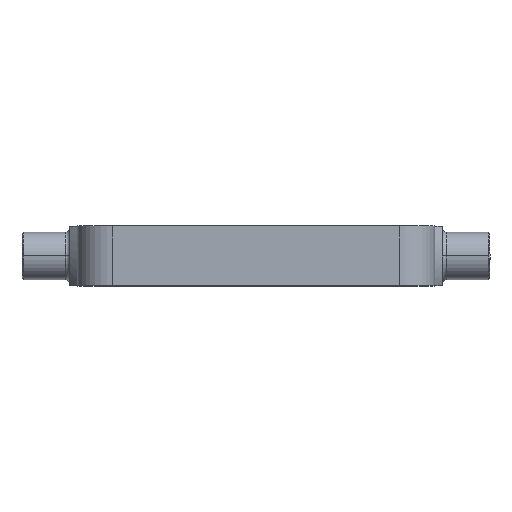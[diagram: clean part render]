
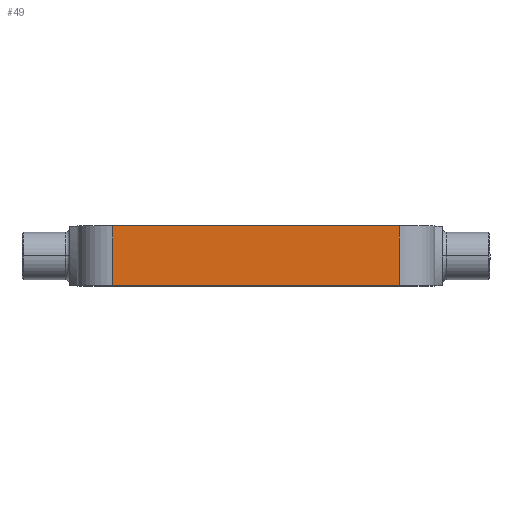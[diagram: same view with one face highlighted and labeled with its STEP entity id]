
A CAD part, top view. The second image highlights one B-rep face of the part: STEP entity #49.
In plain terms, the highlighted planar face has unit normal (0, 0, 1).
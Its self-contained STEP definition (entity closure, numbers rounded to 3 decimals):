
#3 = VECTOR ( 'NONE', #185, 1000. ) ;
#5 = EDGE_CURVE ( 'NONE', #1375, #368, #767, .T. ) ;
#6 = EDGE_CURVE ( 'NONE', #818, #338, #1308, .T. ) ;
#9 = ORIENTED_EDGE ( 'NONE', *, *, #5, .T. ) ;
#22 = DIRECTION ( 'NONE',  ( -1., 0., 0. ) ) ;
#26 = PLANE ( 'NONE',  #798 ) ;
#27 = CARTESIAN_POINT ( 'NONE',  ( -96., 40., 120. ) ) ;
#49 = ADVANCED_FACE ( 'NONE', ( #1151 ), #26, .F. ) ;
#165 = CARTESIAN_POINT ( 'NONE',  ( 96., 0., 120. ) ) ;
#177 = CARTESIAN_POINT ( 'NONE',  ( -96., 40., 120. ) ) ;
#185 = DIRECTION ( 'NONE',  ( 1., 0., 0. ) ) ;
#187 = CARTESIAN_POINT ( 'NONE',  ( -96., 0., 120. ) ) ;
#203 = EDGE_CURVE ( 'NONE', #818, #1375, #1051, .T. ) ;
#232 = CARTESIAN_POINT ( 'NONE',  ( 96., 40., 120. ) ) ;
#235 = DIRECTION ( 'NONE',  ( 0., -1., 0. ) ) ;
#266 = ORIENTED_EDGE ( 'NONE', *, *, #1391, .F. ) ;
#279 = DIRECTION ( 'NONE',  ( 1., 0., 0. ) ) ;
#338 = VERTEX_POINT ( 'NONE', #882 ) ;
#351 = CARTESIAN_POINT ( 'NONE',  ( -96., 0., 120. ) ) ;
#368 = VERTEX_POINT ( 'NONE', #165 ) ;
#414 = DIRECTION ( 'NONE',  ( 0., 0., -1. ) ) ;
#489 = VECTOR ( 'NONE', #235, 1000. ) ;
#499 = VECTOR ( 'NONE', #279, 1000. ) ;
#518 = EDGE_LOOP ( 'NONE', ( #9, #266, #1326, #1293 ) ) ;
#767 = LINE ( 'NONE', #187, #499 ) ;
#779 = VECTOR ( 'NONE', #1010, 1000. ) ;
#798 = AXIS2_PLACEMENT_3D ( 'NONE', #27, #414, #22 ) ;
#818 = VERTEX_POINT ( 'NONE', #1164 ) ;
#882 = CARTESIAN_POINT ( 'NONE',  ( 96., 40., 120. ) ) ;
#1010 = DIRECTION ( 'NONE',  ( 0., -1., 0. ) ) ;
#1037 = CARTESIAN_POINT ( 'NONE',  ( -96., 40., 120. ) ) ;
#1051 = LINE ( 'NONE', #1037, #779 ) ;
#1151 = FACE_OUTER_BOUND ( 'NONE', #518, .T. ) ;
#1164 = CARTESIAN_POINT ( 'NONE',  ( -96., 40., 120. ) ) ;
#1293 = ORIENTED_EDGE ( 'NONE', *, *, #203, .T. ) ;
#1308 = LINE ( 'NONE', #177, #3 ) ;
#1326 = ORIENTED_EDGE ( 'NONE', *, *, #6, .F. ) ;
#1329 = LINE ( 'NONE', #232, #489 ) ;
#1375 = VERTEX_POINT ( 'NONE', #351 ) ;
#1391 = EDGE_CURVE ( 'NONE', #338, #368, #1329, .T. ) ;
